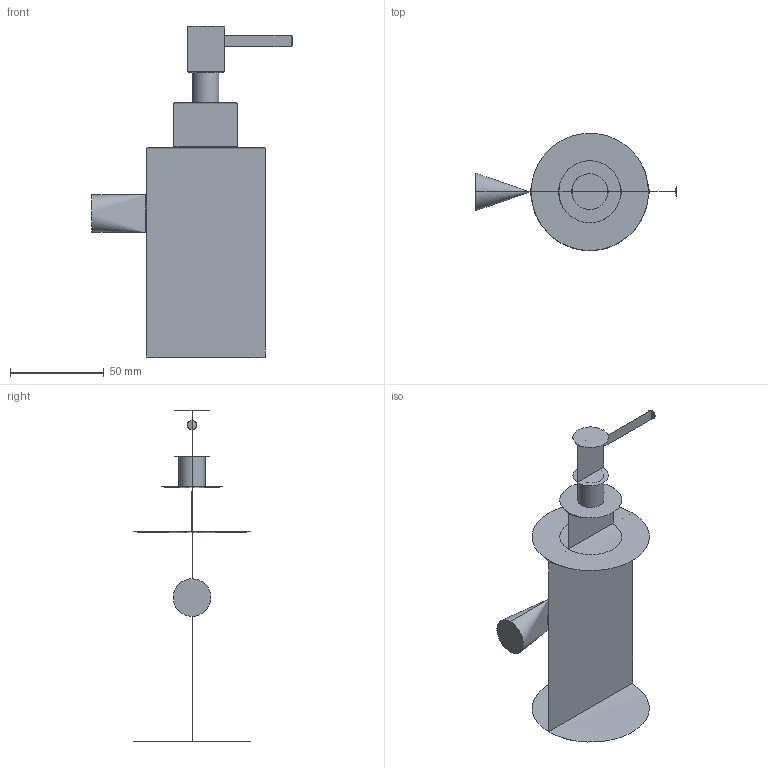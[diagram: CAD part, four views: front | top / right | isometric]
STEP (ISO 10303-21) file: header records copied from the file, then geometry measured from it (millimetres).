
FILE_DESCRIPTION(/* description */ (''),/* implementation_level */ '2;1');
FILE_NAME(/* name */ 'LI-DS011',/* time_stamp */ '2019-07-09T11:28:07+02:00',/* author */ (''),/* organization */ (''),/* preprocessor_version */ 'ST-DEVELOPER v15',/* originating_system */ '',/* authorisation */ '');
FILE_SCHEMA (('AUTOMOTIVE_DESIGN'));
Length unit declared in the file: millimetre
Products named in the file (1): Document
Bounding box: 106.75 x 62.38 x 177 mm (x, y, z)
Volume: 397762.2 mm3; surface area: 38681.1 mm2
Topology: 4 solids, 4 shells, 38 faces, 88 edges, 66 vertices
Faces by surface type: bspline 28, plane 10
Entity records: 1887 total; most frequent: CARTESIAN_POINT 1416, ORIENTED_EDGE 140, EDGE_CURVE 70, VERTEX_POINT 40, ADVANCED_FACE 38, FACE_OUTER_BOUND 38, EDGE_LOOP 38, PRESENTATION_LAYER_ASSIGNMENT 22
